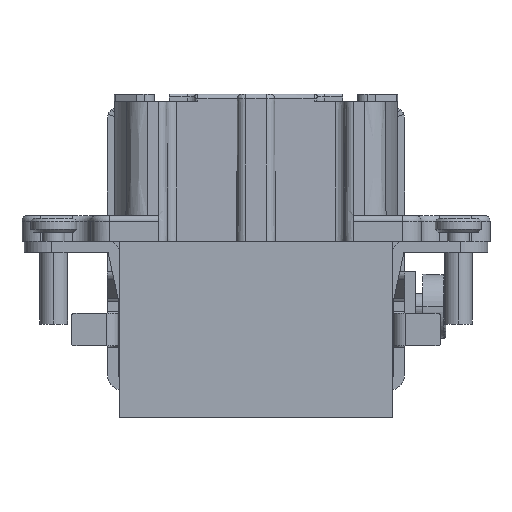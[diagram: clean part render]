
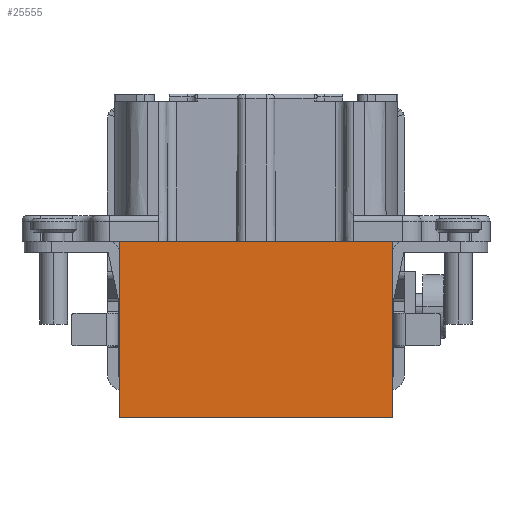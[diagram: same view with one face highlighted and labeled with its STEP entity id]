
A CAD part, left-side view. The second image highlights one B-rep face of the part: STEP entity #25555.
In plain terms, the highlighted planar face has unit normal (-1, 0, 0).
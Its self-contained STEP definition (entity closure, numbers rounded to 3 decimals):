
#392=DIRECTION('',(0.,-1.,0.));
#393=VECTOR('',#392,29.7);
#394=CARTESIAN_POINT('',(-16.95,14.85,0.));
#395=LINE('',#394,#393);
#1360=DIRECTION('',(0.,0.,-1.));
#1361=VECTOR('',#1360,19.2);
#1362=CARTESIAN_POINT('',(-16.95,-14.85,0.));
#1363=LINE('',#1362,#1361);
#6182=DIRECTION('',(0.,0.,-1.));
#6183=VECTOR('',#6182,19.2);
#6184=CARTESIAN_POINT('',(-16.95,14.85,0.));
#6185=LINE('',#6184,#6183);
#6194=DIRECTION('',(0.,1.,0.));
#6195=VECTOR('',#6194,29.7);
#6196=CARTESIAN_POINT('',(-16.95,-14.85,-19.2));
#6197=LINE('',#6196,#6195);
#14565=CARTESIAN_POINT('',(-16.95,14.85,0.));
#14566=CARTESIAN_POINT('',(-16.95,-14.85,0.));
#14567=VERTEX_POINT('',#14565);
#14568=VERTEX_POINT('',#14566);
#14598=CARTESIAN_POINT('',(-16.95,-14.85,-19.2));
#14600=VERTEX_POINT('',#14598);
#14601=CARTESIAN_POINT('',(-16.95,14.85,-19.2));
#14602=VERTEX_POINT('',#14601);
#25543=CARTESIAN_POINT('',(-16.95,10.51,0.));
#25544=DIRECTION('',(1.,0.,0.));
#25545=DIRECTION('',(0.,1.,0.));
#25546=AXIS2_PLACEMENT_3D('',#25543,#25544,#25545);
#25547=PLANE('',#25546);
#25548=ORIENTED_EDGE('',*,*,#18041,.T.);
#25549=ORIENTED_EDGE('',*,*,#18719,.T.);
#25551=ORIENTED_EDGE('',*,*,#25550,.T.);
#25552=ORIENTED_EDGE('',*,*,#25461,.F.);
#25553=EDGE_LOOP('',(#25548,#25549,#25551,#25552));
#25554=FACE_OUTER_BOUND('',#25553,.F.);
#25555=ADVANCED_FACE('',(#25554),#25547,.F.);
#18041=EDGE_CURVE('',#14567,#14568,#395,.T.);
#18719=EDGE_CURVE('',#14568,#14600,#1363,.T.);
#25461=EDGE_CURVE('',#14567,#14602,#6185,.T.);
#25550=EDGE_CURVE('',#14600,#14602,#6197,.T.);
